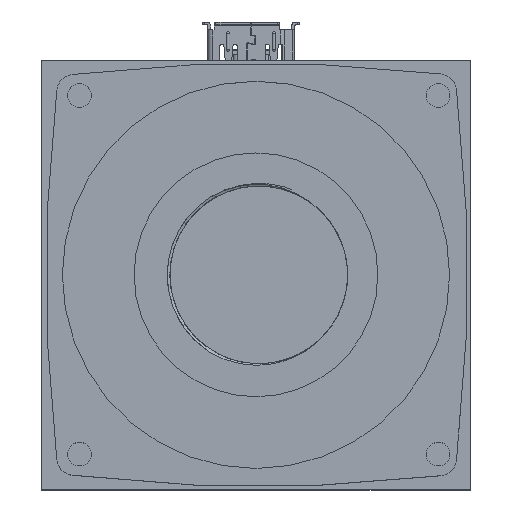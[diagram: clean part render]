
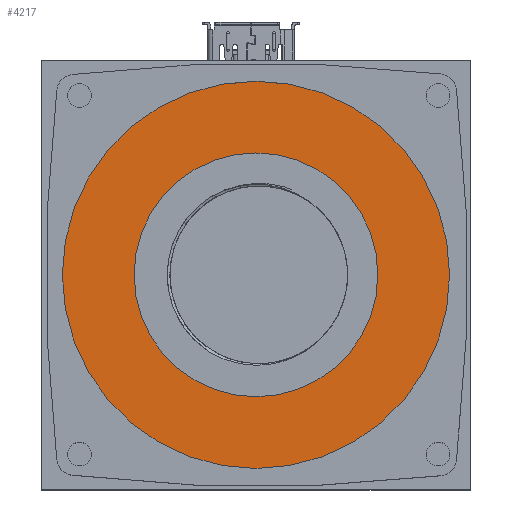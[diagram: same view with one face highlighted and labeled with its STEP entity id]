
A CAD part, top view. The second image highlights one B-rep face of the part: STEP entity #4217.
In plain terms, the highlighted face is planar.
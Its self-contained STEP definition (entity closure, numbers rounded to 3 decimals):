
#944=PLANE('',#51820);
#3200=FACE_BOUND('',#9874,.T.);
#3201=FACE_BOUND('',#9875,.T.);
#4217=ADVANCED_FACE('',(#3200,#3201),#944,.T.);
#9874=EDGE_LOOP('',(#25207));
#9875=EDGE_LOOP('',(#25208));
#25207=ORIENTED_EDGE('',*,*,#43848,.F.);
#25208=ORIENTED_EDGE('',*,*,#43849,.T.);
#39129=VERTEX_POINT('',#69228);
#39130=VERTEX_POINT('',#69231);
#43848=EDGE_CURVE('',#39129,#39129,#50804,.T.);
#43849=EDGE_CURVE('',#39130,#39130,#50805,.T.);
#50804=CIRCLE('',#51815,27.);
#50805=CIRCLE('',#51817,17.);
#51815=AXIS2_PLACEMENT_3D('',#69227,#55618,#55619);
#51817=AXIS2_PLACEMENT_3D('',#69230,#55622,#55623);
#51820=AXIS2_PLACEMENT_3D('',#69235,#55628,#55629);
#55618=DIRECTION('',(0.,0.,1.));
#55619=DIRECTION('',(0.,-1.,0.));
#55622=DIRECTION('',(0.,0.,1.));
#55623=DIRECTION('',(0.,-1.,0.));
#55628=DIRECTION('',(0.,0.,-1.));
#55629=DIRECTION('',(-1.,0.,0.));
#69227=CARTESIAN_POINT('',(30.,30.,-5.1));
#69228=CARTESIAN_POINT('',(30.,3.,-5.1));
#69230=CARTESIAN_POINT('',(30.,30.,-5.1));
#69231=CARTESIAN_POINT('',(30.,13.,-5.1));
#69235=CARTESIAN_POINT('',(30.396,30.,-5.1));
